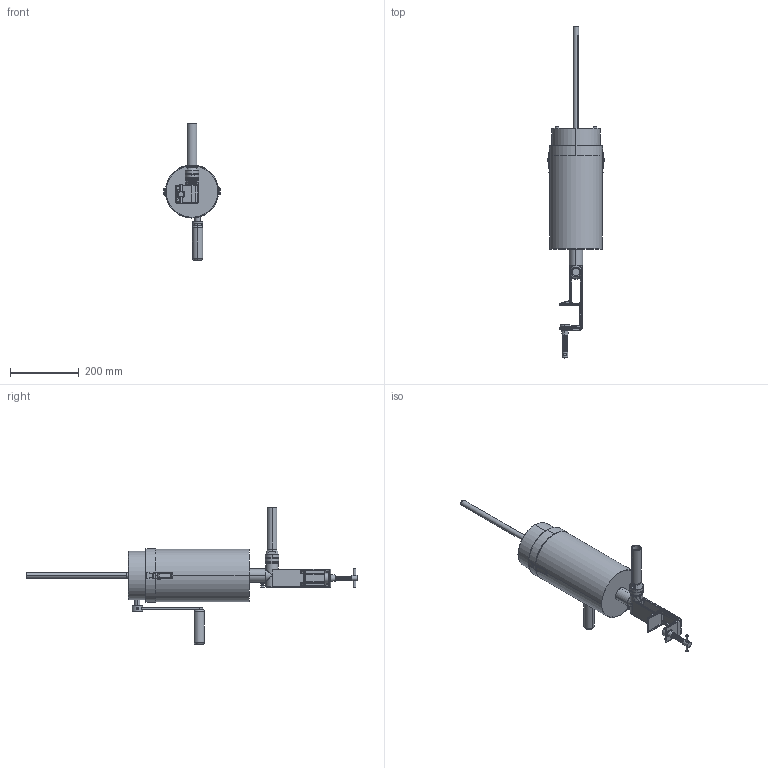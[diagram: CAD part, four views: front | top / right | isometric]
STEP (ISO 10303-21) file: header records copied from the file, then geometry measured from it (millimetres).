
FILE_DESCRIPTION(('FreeCAD Model'),'2;1');
FILE_NAME('Open CASCADE Shape Model','2025-05-07T03:45:19',('FreeCAD'),( 'FreeCAD'),'Open CASCADE STEP processor 7.6','FreeCAD','Unknown');
FILE_SCHEMA(('AUTOMOTIVE_DESIGN { 1 0 10303 214 1 1 1 1 }'));
Products named in the file (1): Open CASCADE STEP translator 7.6 1
Bounding box: 165.2 x 965.72 x 397 mm (x, y, z)
Volume: 641241.6 mm3; surface area: 716920.5 mm2
Topology: 38 solids, 47 shells, 1742 faces, 4318 edges, 2647 vertices
Faces by surface type: cylinder 565, plane 505, cone 417, torus 133, bspline 90, sphere 30, revolution 2
Entity records: 99960 total; most frequent: CARTESIAN_POINT 58175, DIRECTION 9274, ORIENTED_EDGE 8491, EDGE_CURVE 4282, AXIS2_PLACEMENT_3D 3721, VERTEX_POINT 2647, FACE_BOUND 1858, EDGE_LOOP 1858
